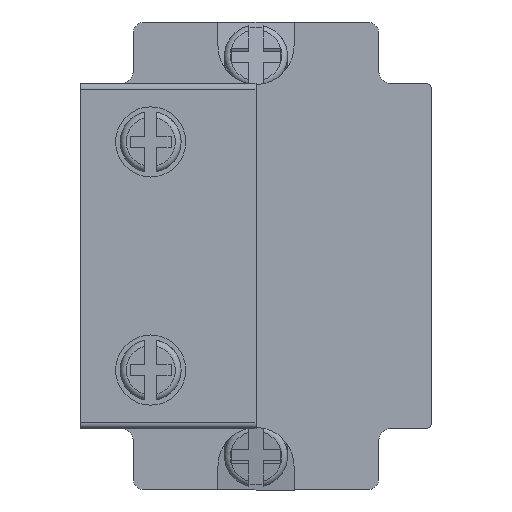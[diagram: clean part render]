
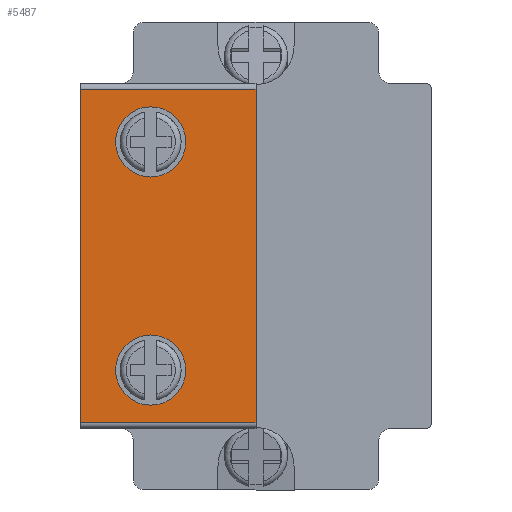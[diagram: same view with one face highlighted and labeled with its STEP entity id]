
A CAD part, front view. The second image highlights one B-rep face of the part: STEP entity #5487.
In plain terms, the highlighted planar face has unit normal (0, -1, 0).
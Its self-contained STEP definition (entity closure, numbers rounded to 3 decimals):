
#31 = FACE_BOUND ( 'NONE', #4498, .T. ) ;
#55 = CARTESIAN_POINT ( 'NONE',  ( -15., 17.8, 14.25 ) ) ;
#143 = VERTEX_POINT ( 'NONE', #4443 ) ;
#231 = ORIENTED_EDGE ( 'NONE', *, *, #4205, .F. ) ;
#328 = LINE ( 'NONE', #1882, #2290 ) ;
#365 = EDGE_LOOP ( 'NONE', ( #3725, #1185, #1782, #5753 ) ) ;
#424 = DIRECTION ( 'NONE',  ( 0., -1., 0. ) ) ;
#486 = VERTEX_POINT ( 'NONE', #4741 ) ;
#577 = EDGE_CURVE ( 'NONE', #4731, #486, #328, .T. ) ;
#852 = DIRECTION ( 'NONE',  ( 0., 0., -1. ) ) ;
#1128 = CARTESIAN_POINT ( 'NONE',  ( -9., 17.8, 9.75 ) ) ;
#1134 = VERTEX_POINT ( 'NONE', #55 ) ;
#1185 = ORIENTED_EDGE ( 'NONE', *, *, #5830, .F. ) ;
#1330 = DIRECTION ( 'NONE',  ( 0., 0., -1. ) ) ;
#1607 = DIRECTION ( 'NONE',  ( 0., 0., -1. ) ) ;
#1652 = CARTESIAN_POINT ( 'NONE',  ( 0., 17.8, 14.75 ) ) ;
#1736 = VECTOR ( 'NONE', #2272, 1000. ) ;
#1760 = CARTESIAN_POINT ( 'NONE',  ( -9., 17.8, 9.75 ) ) ;
#1782 = ORIENTED_EDGE ( 'NONE', *, *, #4979, .T. ) ;
#1806 = CARTESIAN_POINT ( 'NONE',  ( -9., 17.8, -9.75 ) ) ;
#1860 = CARTESIAN_POINT ( 'NONE',  ( 15., 17.8, -14.75 ) ) ;
#1882 = CARTESIAN_POINT ( 'NONE',  ( 15., 17.8, -14.25 ) ) ;
#2007 = VECTOR ( 'NONE', #2751, 1000. ) ;
#2184 = CARTESIAN_POINT ( 'NONE',  ( 0., 17.8, 14.25 ) ) ;
#2202 = AXIS2_PLACEMENT_3D ( 'NONE', #5141, #424, #1330 ) ;
#2223 = DIRECTION ( 'NONE',  ( 0., -1., 0. ) ) ;
#2272 = DIRECTION ( 'NONE',  ( 0., 0., 1. ) ) ;
#2290 = VECTOR ( 'NONE', #4767, 1000. ) ;
#2340 = DIRECTION ( 'NONE',  ( 0., 0., 1. ) ) ;
#2686 = DIRECTION ( 'NONE',  ( 0., 0., -1. ) ) ;
#2699 = CARTESIAN_POINT ( 'NONE',  ( -9., 17.8, 12.75 ) ) ;
#2728 = DIRECTION ( 'NONE',  ( 0., -1., 0. ) ) ;
#2751 = DIRECTION ( 'NONE',  ( -1., 0., 0. ) ) ;
#2767 = DIRECTION ( 'NONE',  ( 0., 1., 0. ) ) ;
#2949 = CARTESIAN_POINT ( 'NONE',  ( -9., 17.8, -6.75 ) ) ;
#3189 = ORIENTED_EDGE ( 'NONE', *, *, #3641, .F. ) ;
#3263 = CARTESIAN_POINT ( 'NONE',  ( -9., 17.8, 6.75 ) ) ;
#3264 = LINE ( 'NONE', #5699, #2007 ) ;
#3293 = EDGE_CURVE ( 'NONE', #3678, #6015, #5456, .T. ) ;
#3423 = LINE ( 'NONE', #1652, #3499 ) ;
#3447 = AXIS2_PLACEMENT_3D ( 'NONE', #1806, #2223, #852 ) ;
#3499 = VECTOR ( 'NONE', #2686, 1000. ) ;
#3562 = AXIS2_PLACEMENT_3D ( 'NONE', #1760, #2728, #5159 ) ;
#3641 = EDGE_CURVE ( 'NONE', #6108, #143, #5379, .T. ) ;
#3678 = VERTEX_POINT ( 'NONE', #2699 ) ;
#3694 = CARTESIAN_POINT ( 'NONE',  ( -15., 17.8, -14.25 ) ) ;
#3725 = ORIENTED_EDGE ( 'NONE', *, *, #577, .T. ) ;
#3773 = EDGE_LOOP ( 'NONE', ( #5303, #3189 ) ) ;
#3932 = CIRCLE ( 'NONE', #2202, 3. ) ;
#4038 = AXIS2_PLACEMENT_3D ( 'NONE', #1128, #4434, #1607 ) ;
#4205 = EDGE_CURVE ( 'NONE', #6015, #3678, #5368, .T. ) ;
#4434 = DIRECTION ( 'NONE',  ( 0., -1., 0. ) ) ;
#4443 = CARTESIAN_POINT ( 'NONE',  ( -9., 17.8, -12.75 ) ) ;
#4498 = EDGE_LOOP ( 'NONE', ( #231, #5254 ) ) ;
#4517 = FACE_BOUND ( 'NONE', #3773, .T. ) ;
#4665 = CARTESIAN_POINT ( 'NONE',  ( -15., 17.8, -14.75 ) ) ;
#4671 = PLANE ( 'NONE',  #5520 ) ;
#4678 = EDGE_CURVE ( 'NONE', #4731, #1134, #5685, .T. ) ;
#4731 = VERTEX_POINT ( 'NONE', #3694 ) ;
#4741 = CARTESIAN_POINT ( 'NONE',  ( 0., 17.8, -14.25 ) ) ;
#4767 = DIRECTION ( 'NONE',  ( 1., 0., 0. ) ) ;
#4916 = FACE_OUTER_BOUND ( 'NONE', #365, .T. ) ;
#4979 = EDGE_CURVE ( 'NONE', #5941, #1134, #3264, .T. ) ;
#5141 = CARTESIAN_POINT ( 'NONE',  ( -9., 17.8, -9.75 ) ) ;
#5159 = DIRECTION ( 'NONE',  ( 0., 0., -1. ) ) ;
#5254 = ORIENTED_EDGE ( 'NONE', *, *, #3293, .F. ) ;
#5303 = ORIENTED_EDGE ( 'NONE', *, *, #5340, .F. ) ;
#5340 = EDGE_CURVE ( 'NONE', #143, #6108, #3932, .T. ) ;
#5368 = CIRCLE ( 'NONE', #3562, 3. ) ;
#5379 = CIRCLE ( 'NONE', #3447, 3. ) ;
#5456 = CIRCLE ( 'NONE', #4038, 3. ) ;
#5487 = ADVANCED_FACE ( 'NONE', ( #31, #4517, #4916 ), #4671, .F. ) ;
#5520 = AXIS2_PLACEMENT_3D ( 'NONE', #1860, #2767, #2340 ) ;
#5685 = LINE ( 'NONE', #4665, #1736 ) ;
#5699 = CARTESIAN_POINT ( 'NONE',  ( 15., 17.8, 14.25 ) ) ;
#5753 = ORIENTED_EDGE ( 'NONE', *, *, #4678, .F. ) ;
#5830 = EDGE_CURVE ( 'NONE', #5941, #486, #3423, .T. ) ;
#5941 = VERTEX_POINT ( 'NONE', #2184 ) ;
#6015 = VERTEX_POINT ( 'NONE', #3263 ) ;
#6108 = VERTEX_POINT ( 'NONE', #2949 ) ;
